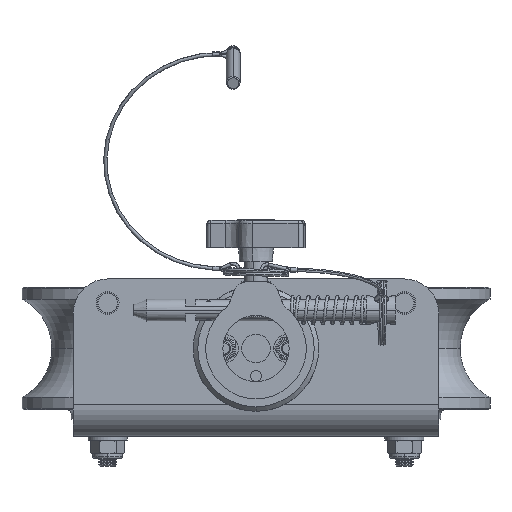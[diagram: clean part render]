
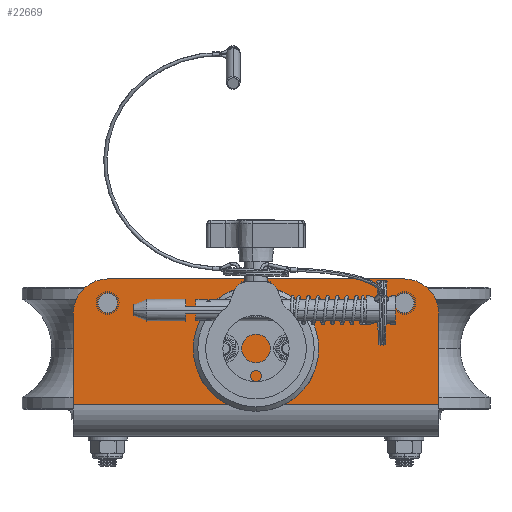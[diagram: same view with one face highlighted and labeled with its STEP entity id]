
A CAD part, front view. The second image highlights one B-rep face of the part: STEP entity #22669.
In plain terms, the highlighted planar face has unit normal (0, -1, 0).
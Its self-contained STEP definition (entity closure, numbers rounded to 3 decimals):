
#68 = ORIENTED_EDGE ( 'NONE', *, *, #31394, .T. ) ;
#140 = VERTEX_POINT ( 'NONE', #16583 ) ;
#186 = DIRECTION ( 'NONE',  ( 0., -1., 0. ) ) ;
#206 = CARTESIAN_POINT ( 'NONE',  ( -65., 0., 54.25 ) ) ;
#457 = ORIENTED_EDGE ( 'NONE', *, *, #1291, .T. ) ;
#564 = VERTEX_POINT ( 'NONE', #26730 ) ;
#979 = DIRECTION ( 'NONE',  ( 0., 0., 1. ) ) ;
#1191 = EDGE_CURVE ( 'NONE', #13895, #28112, #31368, .T. ) ;
#1291 = EDGE_CURVE ( 'NONE', #564, #11009, #24126, .T. ) ;
#1870 = CARTESIAN_POINT ( 'NONE',  ( 80., 0., 54. ) ) ;
#2002 = LINE ( 'NONE', #28080, #11683 ) ;
#2145 = VECTOR ( 'NONE', #7488, 1000. ) ;
#2289 = CARTESIAN_POINT ( 'NONE',  ( 14., 0., 41.75 ) ) ;
#2376 = EDGE_CURVE ( 'NONE', #4561, #17467, #15186, .T. ) ;
#2509 = CARTESIAN_POINT ( 'NONE',  ( 14., 0., 38.5 ) ) ;
#3911 = ORIENTED_EDGE ( 'NONE', *, *, #34071, .F. ) ;
#4481 = CARTESIAN_POINT ( 'NONE',  ( -80., 0., 14. ) ) ;
#4561 = VERTEX_POINT ( 'NONE', #21564 ) ;
#5091 = DIRECTION ( 'NONE',  ( 0., 1., 0. ) ) ;
#5273 = VERTEX_POINT ( 'NONE', #206 ) ;
#5286 = VECTOR ( 'NONE', #24990, 1000. ) ;
#5296 = DIRECTION ( 'NONE',  ( 0., 0., -1. ) ) ;
#5408 = ORIENTED_EDGE ( 'NONE', *, *, #9849, .T. ) ;
#5499 = AXIS2_PLACEMENT_3D ( 'NONE', #26356, #23270, #26003 ) ;
#5750 = PLANE ( 'NONE',  #14844 ) ;
#5948 = CARTESIAN_POINT ( 'NONE',  ( 65., 0., 58.5 ) ) ;
#6110 = EDGE_LOOP ( 'NONE', ( #13067, #16940 ) ) ;
#6164 = CIRCLE ( 'NONE', #31433, 4.25 ) ;
#6194 = FACE_BOUND ( 'NONE', #6110, .T. ) ;
#6615 = CARTESIAN_POINT ( 'NONE',  ( 65., 0., 62.75 ) ) ;
#7026 = FACE_BOUND ( 'NONE', #22577, .T. ) ;
#7276 = DIRECTION ( 'NONE',  ( 0., 0., 1. ) ) ;
#7488 = DIRECTION ( 'NONE',  ( -1., 0., 0. ) ) ;
#7493 = ORIENTED_EDGE ( 'NONE', *, *, #21654, .T. ) ;
#7802 = VERTEX_POINT ( 'NONE', #31204 ) ;
#7972 = CARTESIAN_POINT ( 'NONE',  ( 80., 0., 14. ) ) ;
#7986 = EDGE_CURVE ( 'NONE', #5273, #140, #6164, .T. ) ;
#9220 = CARTESIAN_POINT ( 'NONE',  ( -65., 0., 58.5 ) ) ;
#9583 = CARTESIAN_POINT ( 'NONE',  ( 14., 0., 35.25 ) ) ;
#9600 = CIRCLE ( 'NONE', #25954, 3.25 ) ;
#9664 = DIRECTION ( 'NONE',  ( 0., 0., 1. ) ) ;
#9849 = EDGE_CURVE ( 'NONE', #140, #5273, #31876, .T. ) ;
#9852 = EDGE_LOOP ( 'NONE', ( #16339, #31829, #3911, #26058, #9888, #22038 ) ) ;
#9888 = ORIENTED_EDGE ( 'NONE', *, *, #32710, .T. ) ;
#10024 = EDGE_CURVE ( 'NONE', #10538, #20224, #19145, .T. ) ;
#10114 = CARTESIAN_POINT ( 'NONE',  ( -80., 0., 54. ) ) ;
#10377 = ORIENTED_EDGE ( 'NONE', *, *, #7986, .T. ) ;
#10538 = VERTEX_POINT ( 'NONE', #1870 ) ;
#11009 = VERTEX_POINT ( 'NONE', #18203 ) ;
#11683 = VECTOR ( 'NONE', #17077, 1000. ) ;
#12359 = CARTESIAN_POINT ( 'NONE',  ( 65., 0., 54. ) ) ;
#12473 = DIRECTION ( 'NONE',  ( 0., 1., 0. ) ) ;
#13067 = ORIENTED_EDGE ( 'NONE', *, *, #19214, .T. ) ;
#13887 = DIRECTION ( 'NONE',  ( 0., 1., 0. ) ) ;
#13895 = VERTEX_POINT ( 'NONE', #2289 ) ;
#14199 = DIRECTION ( 'NONE',  ( 0., 0., 1. ) ) ;
#14844 = AXIS2_PLACEMENT_3D ( 'NONE', #7972, #186, #5296 ) ;
#15186 = LINE ( 'NONE', #34596, #2145 ) ;
#15439 = EDGE_LOOP ( 'NONE', ( #5408, #10377 ) ) ;
#15596 = DIRECTION ( 'NONE',  ( 0., -1., 0. ) ) ;
#16214 = EDGE_CURVE ( 'NONE', #20224, #7802, #32356, .T. ) ;
#16339 = ORIENTED_EDGE ( 'NONE', *, *, #16214, .T. ) ;
#16583 = CARTESIAN_POINT ( 'NONE',  ( -65., 0., 62.75 ) ) ;
#16854 = DIRECTION ( 'NONE',  ( 0., 0., 1. ) ) ;
#16940 = ORIENTED_EDGE ( 'NONE', *, *, #22789, .T. ) ;
#17077 = DIRECTION ( 'NONE',  ( 0., 0., 1. ) ) ;
#17128 = DIRECTION ( 'NONE',  ( 0., 1., 0. ) ) ;
#17467 = VERTEX_POINT ( 'NONE', #31626 ) ;
#17527 = EDGE_CURVE ( 'NONE', #7802, #32256, #22920, .T. ) ;
#18203 = CARTESIAN_POINT ( 'NONE',  ( -14., 0., 35.25 ) ) ;
#18781 = VERTEX_POINT ( 'NONE', #6615 ) ;
#18820 = VECTOR ( 'NONE', #7276, 1000. ) ;
#19145 = CIRCLE ( 'NONE', #30335, 15. ) ;
#19214 = EDGE_CURVE ( 'NONE', #18781, #28520, #23242, .T. ) ;
#20107 = CIRCLE ( 'NONE', #21233, 4.25 ) ;
#20224 = VERTEX_POINT ( 'NONE', #28057 ) ;
#20840 = AXIS2_PLACEMENT_3D ( 'NONE', #2509, #5091, #27035 ) ;
#21233 = AXIS2_PLACEMENT_3D ( 'NONE', #27590, #22022, #14199 ) ;
#21564 = CARTESIAN_POINT ( 'NONE',  ( 80., 0., 14. ) ) ;
#21654 = EDGE_CURVE ( 'NONE', #11009, #564, #9600, .T. ) ;
#22022 = DIRECTION ( 'NONE',  ( 0., 1., 0. ) ) ;
#22038 = ORIENTED_EDGE ( 'NONE', *, *, #10024, .T. ) ;
#22577 = EDGE_LOOP ( 'NONE', ( #25240, #68 ) ) ;
#22651 = FACE_BOUND ( 'NONE', #15439, .T. ) ;
#22669 = ADVANCED_FACE ( 'NONE', ( #33284, #7026, #22651, #6194, #34538 ), #5750, .T. ) ;
#22789 = EDGE_CURVE ( 'NONE', #28520, #18781, #20107, .T. ) ;
#22920 = CIRCLE ( 'NONE', #27472, 15. ) ;
#23242 = CIRCLE ( 'NONE', #34343, 4.25 ) ;
#23270 = DIRECTION ( 'NONE',  ( 0., 1., 0. ) ) ;
#24126 = CIRCLE ( 'NONE', #32222, 3.25 ) ;
#24292 = CARTESIAN_POINT ( 'NONE',  ( 80., 0., 69. ) ) ;
#24946 = DIRECTION ( 'NONE',  ( 0., 0., 1. ) ) ;
#24990 = DIRECTION ( 'NONE',  ( -1., 0., 0. ) ) ;
#25062 = DIRECTION ( 'NONE',  ( 0., 0., 1. ) ) ;
#25240 = ORIENTED_EDGE ( 'NONE', *, *, #1191, .T. ) ;
#25543 = AXIS2_PLACEMENT_3D ( 'NONE', #9220, #17128, #979 ) ;
#25954 = AXIS2_PLACEMENT_3D ( 'NONE', #28363, #12473, #9664 ) ;
#26003 = DIRECTION ( 'NONE',  ( 0., 0., 1. ) ) ;
#26058 = ORIENTED_EDGE ( 'NONE', *, *, #2376, .F. ) ;
#26264 = DIRECTION ( 'NONE',  ( 0., 0., -1. ) ) ;
#26356 = CARTESIAN_POINT ( 'NONE',  ( 14., 0., 38.5 ) ) ;
#26439 = EDGE_LOOP ( 'NONE', ( #457, #7493 ) ) ;
#26730 = CARTESIAN_POINT ( 'NONE',  ( -14., 0., 41.75 ) ) ;
#27035 = DIRECTION ( 'NONE',  ( 0., 0., 1. ) ) ;
#27302 = CARTESIAN_POINT ( 'NONE',  ( 65., 0., 54.25 ) ) ;
#27393 = CARTESIAN_POINT ( 'NONE',  ( -14., 0., 38.5 ) ) ;
#27472 = AXIS2_PLACEMENT_3D ( 'NONE', #29238, #15596, #26264 ) ;
#27558 = DIRECTION ( 'NONE',  ( 0., 1., 0. ) ) ;
#27590 = CARTESIAN_POINT ( 'NONE',  ( 65., 0., 58.5 ) ) ;
#28057 = CARTESIAN_POINT ( 'NONE',  ( 65., 0., 69. ) ) ;
#28080 = CARTESIAN_POINT ( 'NONE',  ( 80., 0., 14. ) ) ;
#28112 = VERTEX_POINT ( 'NONE', #9583 ) ;
#28363 = CARTESIAN_POINT ( 'NONE',  ( -14., 0., 38.5 ) ) ;
#28520 = VERTEX_POINT ( 'NONE', #27302 ) ;
#29238 = CARTESIAN_POINT ( 'NONE',  ( -65., 0., 54. ) ) ;
#29955 = CARTESIAN_POINT ( 'NONE',  ( -65., 0., 58.5 ) ) ;
#30335 = AXIS2_PLACEMENT_3D ( 'NONE', #12359, #31322, #34078 ) ;
#30705 = LINE ( 'NONE', #4481, #18820 ) ;
#31204 = CARTESIAN_POINT ( 'NONE',  ( -65., 0., 69. ) ) ;
#31322 = DIRECTION ( 'NONE',  ( 0., -1., 0. ) ) ;
#31368 = CIRCLE ( 'NONE', #20840, 3.25 ) ;
#31394 = EDGE_CURVE ( 'NONE', #28112, #13895, #34162, .T. ) ;
#31433 = AXIS2_PLACEMENT_3D ( 'NONE', #29955, #32718, #24946 ) ;
#31626 = CARTESIAN_POINT ( 'NONE',  ( -80., 0., 14. ) ) ;
#31829 = ORIENTED_EDGE ( 'NONE', *, *, #17527, .T. ) ;
#31876 = CIRCLE ( 'NONE', #25543, 4.25 ) ;
#32222 = AXIS2_PLACEMENT_3D ( 'NONE', #27393, #13887, #16854 ) ;
#32256 = VERTEX_POINT ( 'NONE', #10114 ) ;
#32356 = LINE ( 'NONE', #24292, #5286 ) ;
#32710 = EDGE_CURVE ( 'NONE', #4561, #10538, #2002, .T. ) ;
#32718 = DIRECTION ( 'NONE',  ( 0., 1., 0. ) ) ;
#33284 = FACE_BOUND ( 'NONE', #26439, .T. ) ;
#34071 = EDGE_CURVE ( 'NONE', #17467, #32256, #30705, .T. ) ;
#34078 = DIRECTION ( 'NONE',  ( 0., 0., -1. ) ) ;
#34162 = CIRCLE ( 'NONE', #5499, 3.25 ) ;
#34343 = AXIS2_PLACEMENT_3D ( 'NONE', #5948, #27558, #25062 ) ;
#34538 = FACE_OUTER_BOUND ( 'NONE', #9852, .T. ) ;
#34596 = CARTESIAN_POINT ( 'NONE',  ( 80., 0., 14. ) ) ;
